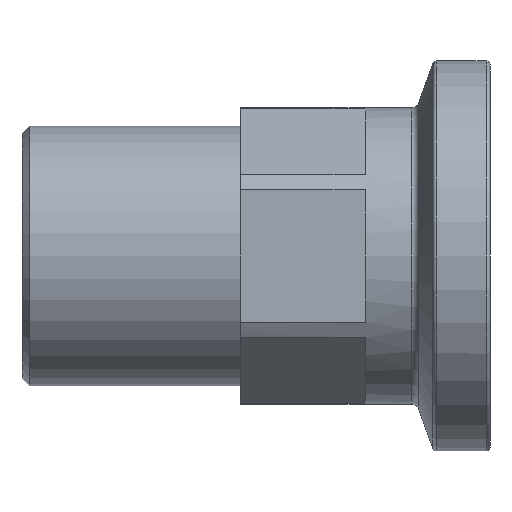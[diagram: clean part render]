
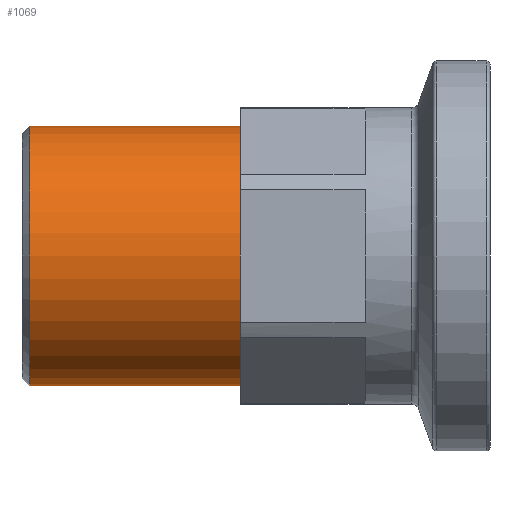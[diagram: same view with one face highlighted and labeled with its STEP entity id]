
A CAD part, left-side view. The second image highlights one B-rep face of the part: STEP entity #1069.
In plain terms, the highlighted cylindrical face has radius 8.331 mm (diameter 16.662 mm), a partial arc.
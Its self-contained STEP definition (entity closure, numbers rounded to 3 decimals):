
#38 = CARTESIAN_POINT ( 'NONE',  ( 0., 16., -8.331 ) ) ;
#45 = DIRECTION ( 'NONE',  ( 0., 0., -1. ) ) ;
#92 = DIRECTION ( 'NONE',  ( 0., -1., 0. ) ) ;
#184 = DIRECTION ( 'NONE',  ( 0., -1., 0. ) ) ;
#227 = CARTESIAN_POINT ( 'NONE',  ( 0., 0., 0. ) ) ;
#229 = VERTEX_POINT ( 'NONE', #648 ) ;
#323 = FACE_OUTER_BOUND ( 'NONE', #466, .T. ) ;
#327 = CIRCLE ( 'NONE', #626, 8.331 ) ;
#363 = DIRECTION ( 'NONE',  ( 0., -1., 0. ) ) ;
#390 = VECTOR ( 'NONE', #184, 1000. ) ;
#464 = DIRECTION ( 'NONE',  ( 0., 0., -1. ) ) ;
#466 = EDGE_LOOP ( 'NONE', ( #809, #919, #525, #694 ) ) ;
#525 = ORIENTED_EDGE ( 'NONE', *, *, #988, .T. ) ;
#550 = VERTEX_POINT ( 'NONE', #1325 ) ;
#614 = CARTESIAN_POINT ( 'NONE',  ( 0., 29.5, 0. ) ) ;
#626 = AXIS2_PLACEMENT_3D ( 'NONE', #614, #92, #787 ) ;
#648 = CARTESIAN_POINT ( 'NONE',  ( 0., 29.5, 8.331 ) ) ;
#689 = LINE ( 'NONE', #1096, #390 ) ;
#694 = ORIENTED_EDGE ( 'NONE', *, *, #763, .F. ) ;
#740 = LINE ( 'NONE', #761, #1308 ) ;
#761 = CARTESIAN_POINT ( 'NONE',  ( 0., 0., 8.331 ) ) ;
#763 = EDGE_CURVE ( 'NONE', #1289, #1071, #1034, .T. ) ;
#787 = DIRECTION ( 'NONE',  ( 0., 0., 1. ) ) ;
#809 = ORIENTED_EDGE ( 'NONE', *, *, #1159, .F. ) ;
#870 = DIRECTION ( 'NONE',  ( 0., -1., 0. ) ) ;
#919 = ORIENTED_EDGE ( 'NONE', *, *, #965, .T. ) ;
#965 = EDGE_CURVE ( 'NONE', #229, #550, #327, .T. ) ;
#988 = EDGE_CURVE ( 'NONE', #550, #1071, #689, .T. ) ;
#1034 = CIRCLE ( 'NONE', #1244, 8.331 ) ;
#1041 = DIRECTION ( 'NONE',  ( 0., -1., 0. ) ) ;
#1069 = ADVANCED_FACE ( 'NONE', ( #323 ), #1134, .T. ) ;
#1071 = VERTEX_POINT ( 'NONE', #38 ) ;
#1090 = AXIS2_PLACEMENT_3D ( 'NONE', #227, #1041, #45 ) ;
#1096 = CARTESIAN_POINT ( 'NONE',  ( 0., 0., -8.331 ) ) ;
#1134 = CYLINDRICAL_SURFACE ( 'NONE', #1090, 8.331 ) ;
#1159 = EDGE_CURVE ( 'NONE', #229, #1289, #740, .T. ) ;
#1244 = AXIS2_PLACEMENT_3D ( 'NONE', #1293, #870, #464 ) ;
#1289 = VERTEX_POINT ( 'NONE', #1307 ) ;
#1293 = CARTESIAN_POINT ( 'NONE',  ( 0., 16., 0. ) ) ;
#1307 = CARTESIAN_POINT ( 'NONE',  ( 0., 16., 8.331 ) ) ;
#1308 = VECTOR ( 'NONE', #363, 1000. ) ;
#1325 = CARTESIAN_POINT ( 'NONE',  ( 0., 29.5, -8.331 ) ) ;
